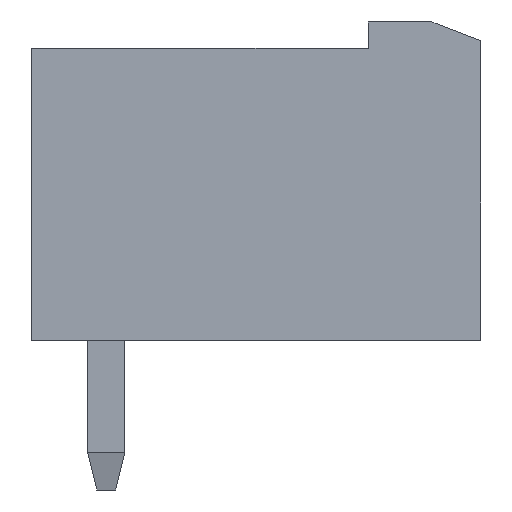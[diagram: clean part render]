
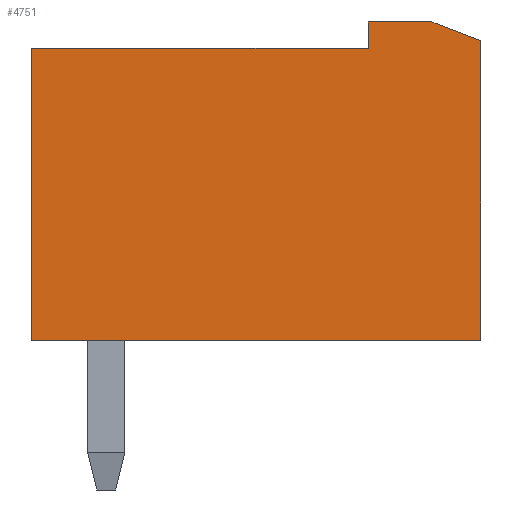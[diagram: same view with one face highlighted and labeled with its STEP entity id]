
A CAD part, left-side view. The second image highlights one B-rep face of the part: STEP entity #4751.
In plain terms, the highlighted planar face has unit normal (-1, 0, 0).
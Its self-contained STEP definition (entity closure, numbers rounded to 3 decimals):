
#16=DIRECTION('',(0.,1.,0.));
#17=VECTOR('',#16,12.);
#18=CARTESIAN_POINT('',(-1.,0.,-3.9));
#19=LINE('',#18,#17);
#20=DIRECTION('',(0.,0.,1.));
#21=VECTOR('',#20,7.8);
#22=CARTESIAN_POINT('',(-1.,12.,-3.9));
#23=LINE('',#22,#21);
#24=DIRECTION('',(0.,1.,0.));
#25=VECTOR('',#24,9.);
#26=CARTESIAN_POINT('',(-1.,3.,3.9));
#27=LINE('',#26,#25);
#28=DIRECTION('',(0.,0.,-1.));
#29=VECTOR('',#28,0.7);
#30=CARTESIAN_POINT('',(-1.,3.,4.6));
#31=LINE('',#30,#29);
#32=DIRECTION('',(0.,-1.,0.));
#33=VECTOR('',#32,1.7);
#34=CARTESIAN_POINT('',(-1.,3.,4.6));
#35=LINE('',#34,#33);
#36=DIRECTION('',(0.,0.933,0.359));
#37=VECTOR('',#36,1.393);
#38=CARTESIAN_POINT('',(-1.,0.,4.1));
#39=LINE('',#38,#37);
#40=DIRECTION('',(0.,0.,-1.));
#41=VECTOR('',#40,8.);
#42=CARTESIAN_POINT('',(-1.,0.,4.1));
#43=LINE('',#42,#41);
#4604=CARTESIAN_POINT('',(-1.,0.,-3.9));
#4605=CARTESIAN_POINT('',(-1.,12.,-3.9));
#4606=VERTEX_POINT('',#4604);
#4607=VERTEX_POINT('',#4605);
#4608=CARTESIAN_POINT('',(-1.,12.,3.9));
#4609=VERTEX_POINT('',#4608);
#4610=CARTESIAN_POINT('',(-1.,3.,4.6));
#4611=CARTESIAN_POINT('',(-1.,1.3,4.6));
#4612=VERTEX_POINT('',#4610);
#4613=VERTEX_POINT('',#4611);
#4614=CARTESIAN_POINT('',(-1.,0.,4.1));
#4615=VERTEX_POINT('',#4614);
#4616=CARTESIAN_POINT('',(-1.,3.,3.9));
#4617=VERTEX_POINT('',#4616);
#4730=CARTESIAN_POINT('',(-1.,16.849,-12.15));
#4731=DIRECTION('',(-1.,0.,0.));
#4732=DIRECTION('',(0.,-1.,0.));
#4733=AXIS2_PLACEMENT_3D('',#4730,#4731,#4732);
#4734=PLANE('',#4733);
#4736=ORIENTED_EDGE('',*,*,#4735,.T.);
#4738=ORIENTED_EDGE('',*,*,#4737,.T.);
#4740=ORIENTED_EDGE('',*,*,#4739,.F.);
#4742=ORIENTED_EDGE('',*,*,#4741,.F.);
#4744=ORIENTED_EDGE('',*,*,#4743,.T.);
#4746=ORIENTED_EDGE('',*,*,#4745,.F.);
#4748=ORIENTED_EDGE('',*,*,#4747,.T.);
#4749=EDGE_LOOP('',(#4736,#4738,#4740,#4742,#4744,#4746,#4748));
#4750=FACE_OUTER_BOUND('',#4749,.F.);
#4751=ADVANCED_FACE('',(#4750),#4734,.T.);
#4735=EDGE_CURVE('',#4606,#4607,#19,.T.);
#4737=EDGE_CURVE('',#4607,#4609,#23,.T.);
#4739=EDGE_CURVE('',#4617,#4609,#27,.T.);
#4741=EDGE_CURVE('',#4612,#4617,#31,.T.);
#4743=EDGE_CURVE('',#4612,#4613,#35,.T.);
#4745=EDGE_CURVE('',#4615,#4613,#39,.T.);
#4747=EDGE_CURVE('',#4615,#4606,#43,.T.);
